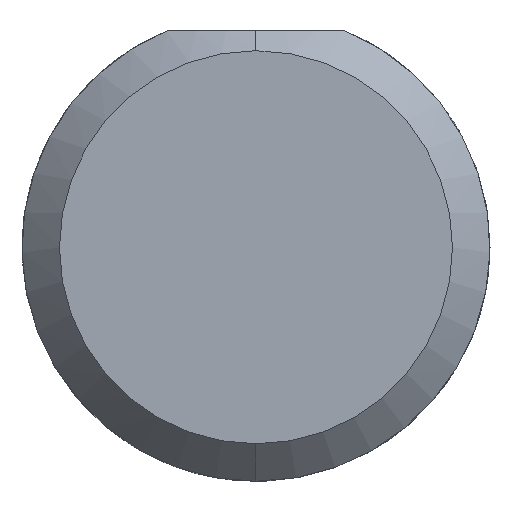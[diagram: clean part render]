
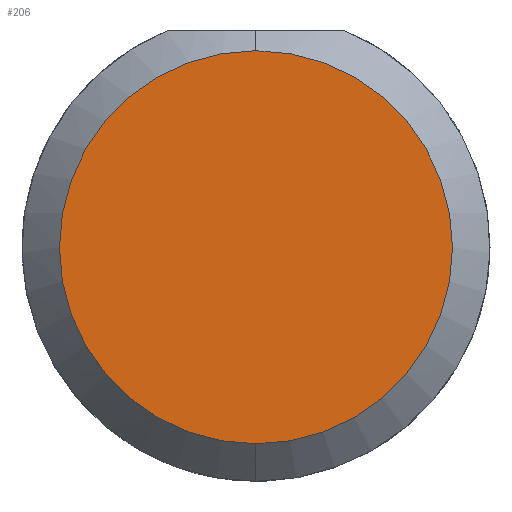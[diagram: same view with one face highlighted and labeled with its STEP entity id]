
A CAD part, left-side view. The second image highlights one B-rep face of the part: STEP entity #206.
In plain terms, the highlighted planar face has unit normal (-1, 0, 0).
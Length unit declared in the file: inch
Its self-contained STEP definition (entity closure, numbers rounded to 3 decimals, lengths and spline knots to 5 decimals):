
#2 = FACE_OUTER_BOUND ( 'NONE', #761, .T. ) ;
#115 = AXIS2_PLACEMENT_3D ( 'NONE', #986, #662, #503 ) ;
#141 = ORIENTED_EDGE ( 'NONE', *, *, #786, .T. ) ;
#164 = DIRECTION ( 'NONE',  ( 0., 0., -1. ) ) ;
#205 = ORIENTED_EDGE ( 'NONE', *, *, #437, .T. ) ;
#206 = ADVANCED_FACE ( 'NONE', ( #2 ), #816, .F. ) ;
#214 = CARTESIAN_POINT ( 'NONE',  ( 0., 0., 0. ) ) ;
#313 = CARTESIAN_POINT ( 'NONE',  ( 0., 0., 0. ) ) ;
#379 = VERTEX_POINT ( 'NONE', #1003 ) ;
#437 = EDGE_CURVE ( 'NONE', #465, #379, #1002, .T. ) ;
#465 = VERTEX_POINT ( 'NONE', #688 ) ;
#503 = DIRECTION ( 'NONE',  ( 0., 0., -1. ) ) ;
#541 = AXIS2_PLACEMENT_3D ( 'NONE', #214, #930, #864 ) ;
#588 = CIRCLE ( 'NONE', #115, 0.0786 ) ;
#662 = DIRECTION ( 'NONE',  ( -1., 0., 0. ) ) ;
#688 = CARTESIAN_POINT ( 'NONE',  ( 0., 0., 0.0786 ) ) ;
#761 = EDGE_LOOP ( 'NONE', ( #141, #205 ) ) ;
#786 = EDGE_CURVE ( 'NONE', #379, #465, #588, .T. ) ;
#816 = PLANE ( 'NONE',  #915 ) ;
#864 = DIRECTION ( 'NONE',  ( 0., 0., -1. ) ) ;
#915 = AXIS2_PLACEMENT_3D ( 'NONE', #313, #960, #164 ) ;
#930 = DIRECTION ( 'NONE',  ( -1., 0., 0. ) ) ;
#960 = DIRECTION ( 'NONE',  ( 1., 0., 0. ) ) ;
#986 = CARTESIAN_POINT ( 'NONE',  ( 0., 0., 0. ) ) ;
#1002 = CIRCLE ( 'NONE', #541, 0.0786 ) ;
#1003 = CARTESIAN_POINT ( 'NONE',  ( 0., 0., -0.0786 ) ) ;
